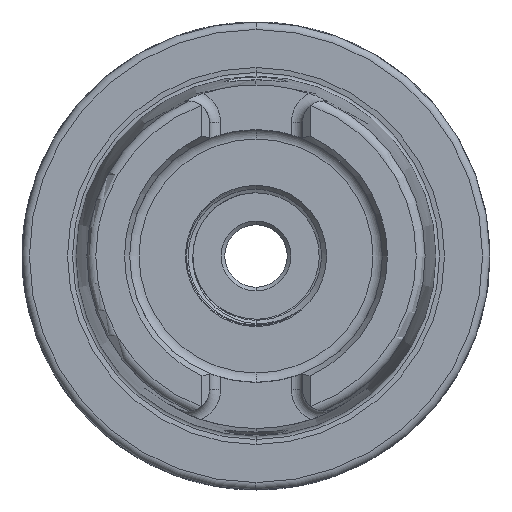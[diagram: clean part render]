
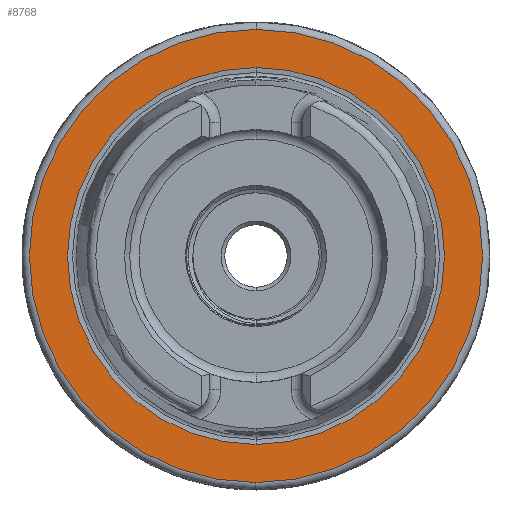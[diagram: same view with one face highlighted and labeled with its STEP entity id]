
A CAD part, left-side view. The second image highlights one B-rep face of the part: STEP entity #8768.
In plain terms, the highlighted planar face has unit normal (-1, 0, 0).
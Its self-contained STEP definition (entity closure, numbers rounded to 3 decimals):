
#2919 = DIRECTION ( 'NONE',  ( 0., 0., 1. ) ) ;
#2939 = DIRECTION ( 'NONE',  ( -1., 0., 0. ) ) ;
#2960 = PLANE ( 'NONE',  #16107 ) ;
#2962 = CARTESIAN_POINT ( 'NONE',  ( 0., 25.369, 0. ) ) ;
#7070 = VERTEX_POINT ( 'NONE', #19737 ) ;
#7078 = VERTEX_POINT ( 'NONE', #19742 ) ;
#7088 = VERTEX_POINT ( 'NONE', #19777 ) ;
#7122 = VERTEX_POINT ( 'NONE', #19783 ) ;
#8768 = ADVANCED_FACE ( 'NONE', ( #23535, #23526 ), #2960, .T. ) ;
#9054 = EDGE_CURVE ( 'NONE', #7122, #7070, #22756, .T. ) ;
#9135 = EDGE_CURVE ( 'NONE', #7070, #7122, #22764, .T. ) ;
#9173 = EDGE_CURVE ( 'NONE', #7078, #7088, #14181, .T. ) ;
#12642 = DIRECTION ( 'NONE',  ( 1., 0., 0. ) ) ;
#12646 = CARTESIAN_POINT ( 'NONE',  ( 0., 0., 0. ) ) ;
#12673 = DIRECTION ( 'NONE',  ( 0., 0., -1. ) ) ;
#13217 = CARTESIAN_POINT ( 'NONE',  ( 0., 0., 0. ) ) ;
#13251 = DIRECTION ( 'NONE',  ( 1., 0., 0. ) ) ;
#13258 = DIRECTION ( 'NONE',  ( 0., 0., -1. ) ) ;
#13595 = DIRECTION ( 'NONE',  ( -1., 0., 0. ) ) ;
#13596 = DIRECTION ( 'NONE',  ( 0., 0., 1. ) ) ;
#13633 = CARTESIAN_POINT ( 'NONE',  ( 0., 0., 0. ) ) ;
#14181 = CIRCLE ( 'NONE', #16295, 30.5 ) ;
#14411 = CIRCLE ( 'NONE', #16350, 30.5 ) ;
#14716 = ORIENTED_EDGE ( 'NONE', *, *, #9054, .T. ) ;
#14768 = ORIENTED_EDGE ( 'NONE', *, *, #15883, .T. ) ;
#14785 = ORIENTED_EDGE ( 'NONE', *, *, #9135, .T. ) ;
#14786 = ORIENTED_EDGE ( 'NONE', *, *, #9173, .T. ) ;
#15883 = EDGE_CURVE ( 'NONE', #7088, #7078, #14411, .T. ) ;
#16107 = AXIS2_PLACEMENT_3D ( 'NONE', #2962, #2939, #2919 ) ;
#16271 = AXIS2_PLACEMENT_3D ( 'NONE', #13217, #13251, #13258 ) ;
#16285 = AXIS2_PLACEMENT_3D ( 'NONE', #12646, #12642, #12673 ) ;
#16295 = AXIS2_PLACEMENT_3D ( 'NONE', #13633, #13595, #13596 ) ;
#16350 = AXIS2_PLACEMENT_3D ( 'NONE', #29741, #29726, #29744 ) ;
#19737 = CARTESIAN_POINT ( 'NONE',  ( 0., 0., -25.369 ) ) ;
#19742 = CARTESIAN_POINT ( 'NONE',  ( 0., 0., -30.5 ) ) ;
#19777 = CARTESIAN_POINT ( 'NONE',  ( 0., 0., 30.5 ) ) ;
#19783 = CARTESIAN_POINT ( 'NONE',  ( 0., 0., 25.369 ) ) ;
#22756 = CIRCLE ( 'NONE', #16271, 25.369 ) ;
#22764 = CIRCLE ( 'NONE', #16285, 25.369 ) ;
#22960 = EDGE_LOOP ( 'NONE', ( #14716, #14785 ) ) ;
#22974 = EDGE_LOOP ( 'NONE', ( #14768, #14786 ) ) ;
#23526 = FACE_BOUND ( 'NONE', #22960, .T. ) ;
#23535 = FACE_OUTER_BOUND ( 'NONE', #22974, .T. ) ;
#29726 = DIRECTION ( 'NONE',  ( -1., 0., 0. ) ) ;
#29741 = CARTESIAN_POINT ( 'NONE',  ( 0., 0., 0. ) ) ;
#29744 = DIRECTION ( 'NONE',  ( 0., 0., 1. ) ) ;
